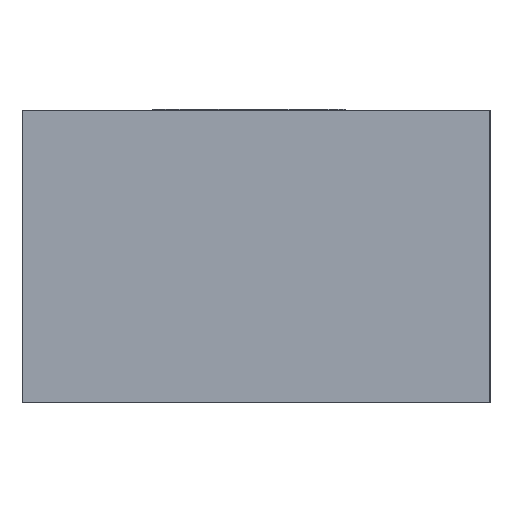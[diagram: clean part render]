
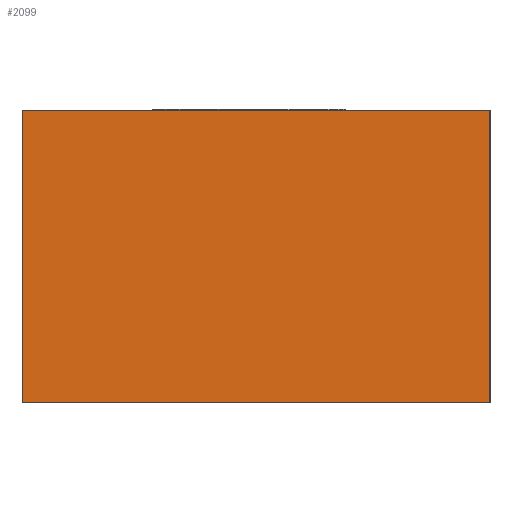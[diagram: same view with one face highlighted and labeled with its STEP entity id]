
A CAD part, left-side view. The second image highlights one B-rep face of the part: STEP entity #2099.
In plain terms, the highlighted planar face has unit normal (-1, 0, 0).
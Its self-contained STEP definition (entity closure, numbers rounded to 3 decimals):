
#321=FACE_OUTER_BOUND('',#445,.T.);
#445=EDGE_LOOP('',(#1427,#1428,#1429,#1430));
#581=LINE('',#2501,#723);
#582=LINE('',#2503,#724);
#583=LINE('',#2505,#725);
#584=LINE('',#2506,#726);
#723=VECTOR('',#2295,10.);
#724=VECTOR('',#2296,10.);
#725=VECTOR('',#2297,10.);
#726=VECTOR('',#2298,10.);
#861=VERTEX_POINT('',#2499);
#862=VERTEX_POINT('',#2500);
#863=VERTEX_POINT('',#2502);
#864=VERTEX_POINT('',#2504);
#1085=EDGE_CURVE('',#861,#862,#581,.T.);
#1086=EDGE_CURVE('',#861,#863,#582,.T.);
#1087=EDGE_CURVE('',#864,#863,#583,.T.);
#1088=EDGE_CURVE('',#862,#864,#584,.T.);
#1427=ORIENTED_EDGE('',*,*,#1085,.F.);
#1428=ORIENTED_EDGE('',*,*,#1086,.T.);
#1429=ORIENTED_EDGE('',*,*,#1087,.F.);
#1430=ORIENTED_EDGE('',*,*,#1088,.F.);
#2069=PLANE('',#2243);
#2099=ADVANCED_FACE('',(#321),#2069,.T.);
#2243=AXIS2_PLACEMENT_3D('',#2498,#2293,#2294);
#2293=DIRECTION('center_axis',(-1.,0.,0.));
#2294=DIRECTION('ref_axis',(0.,-1.,0.));
#2295=DIRECTION('',(0.,1.,0.));
#2296=DIRECTION('',(0.,0.,1.));
#2297=DIRECTION('',(0.,-1.,0.));
#2298=DIRECTION('',(0.,0.,1.));
#2498=CARTESIAN_POINT('Origin',(-0.75,0.4,0.));
#2499=CARTESIAN_POINT('',(-0.75,-0.4,0.));
#2500=CARTESIAN_POINT('',(-0.75,0.4,0.));
#2501=CARTESIAN_POINT('',(-0.75,-0.4,0.));
#2502=CARTESIAN_POINT('',(-0.75,-0.4,0.5));
#2503=CARTESIAN_POINT('',(-0.75,-0.4,0.));
#2504=CARTESIAN_POINT('',(-0.75,0.4,0.5));
#2505=CARTESIAN_POINT('',(-0.75,-0.4,0.5));
#2506=CARTESIAN_POINT('',(-0.75,0.4,0.));
